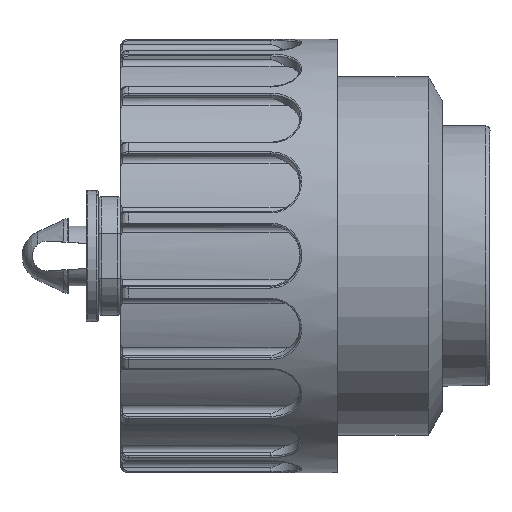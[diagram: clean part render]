
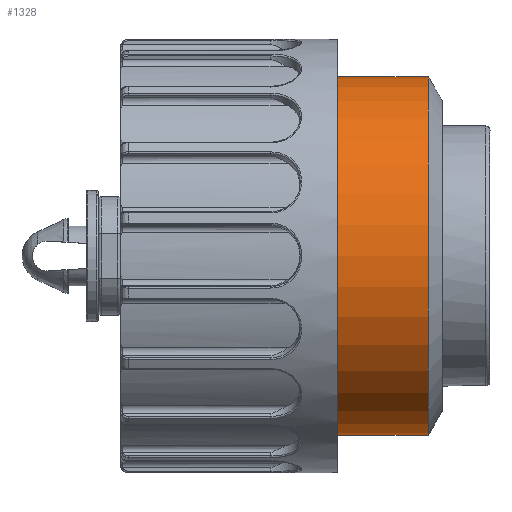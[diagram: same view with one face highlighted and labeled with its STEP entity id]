
A CAD part, top view. The second image highlights one B-rep face of the part: STEP entity #1328.
In plain terms, the highlighted cylindrical face has radius 12 mm (diameter 24 mm), a full revolution.
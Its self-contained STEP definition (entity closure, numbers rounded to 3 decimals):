
#990=FACE_BOUND('',#2315,.T.);
#991=FACE_BOUND('',#2316,.T.);
#1328=ADVANCED_FACE('',(#990,#991),#1748,.T.);
#1748=CYLINDRICAL_SURFACE('',#7369,12.);
#2315=EDGE_LOOP('',(#3550));
#2316=EDGE_LOOP('',(#3551));
#2774=CIRCLE('',#7366,12.);
#2775=CIRCLE('',#7368,12.);
#3550=ORIENTED_EDGE('',*,*,#6302,.T.);
#3551=ORIENTED_EDGE('',*,*,#6303,.F.);
#5641=VERTEX_POINT('',#9732);
#5642=VERTEX_POINT('',#9735);
#6302=EDGE_CURVE('',#5641,#5641,#2774,.T.);
#6303=EDGE_CURVE('',#5642,#5642,#2775,.T.);
#7366=AXIS2_PLACEMENT_3D('',#9731,#8008,#8009);
#7368=AXIS2_PLACEMENT_3D('',#9734,#8012,#8013);
#7369=AXIS2_PLACEMENT_3D('',#9736,#8014,#8015);
#8008=DIRECTION('',(-1.,0.,0.));
#8009=DIRECTION('',(0.,1.,0.));
#8012=DIRECTION('',(-1.,0.,0.));
#8013=DIRECTION('',(0.,1.,0.));
#8014=DIRECTION('',(1.,0.,0.));
#8015=DIRECTION('',(0.,1.,0.));
#9731=CARTESIAN_POINT('',(10.594,-10.596,0.));
#9732=CARTESIAN_POINT('',(10.594,1.404,0.));
#9734=CARTESIAN_POINT('',(4.51,-10.596,0.));
#9735=CARTESIAN_POINT('',(4.51,1.404,0.));
#9736=CARTESIAN_POINT('',(4.51,-10.596,0.));
